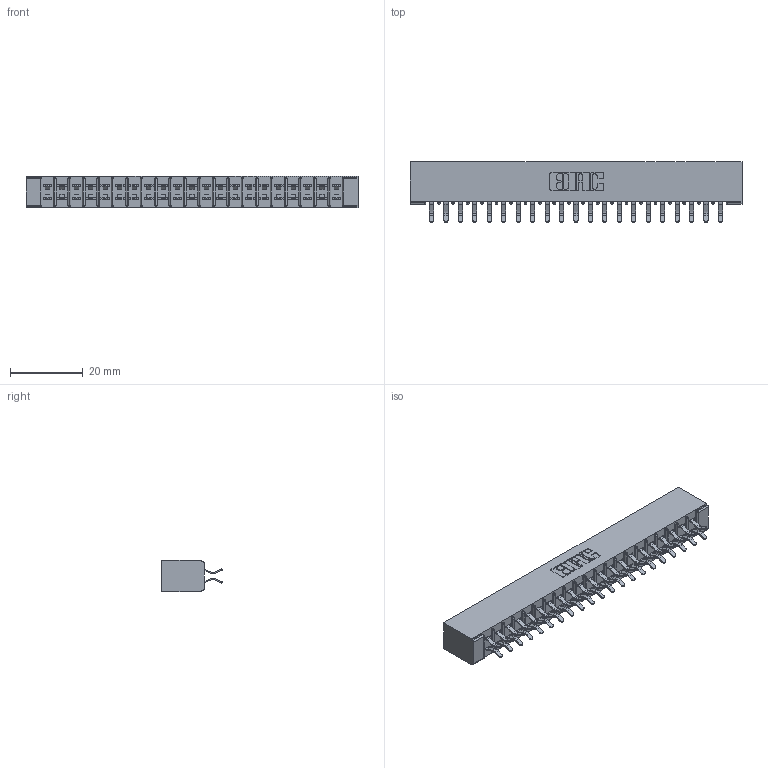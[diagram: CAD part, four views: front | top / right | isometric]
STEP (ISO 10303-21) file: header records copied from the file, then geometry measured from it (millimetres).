
FILE_DESCRIPTION (( 'STEP AP203' ), '1' );
FILE_NAME ('355-042-556-501.STEP', '2019-09-11T13:55:58', ( '' ), ( '' ), 'SwSTEP 2.0', 'SolidWorks 2016', '' );
FILE_SCHEMA (( 'CONFIG_CONTROL_DESIGN' ));
Length unit declared in the file: inch
Products named in the file (3): 305-290-001_556; 305 Part_No Mounting; 355-042-556-501
Assembly tree (43 placements, depth 2):
  355-042-556-501
    305 Part_No Mounting
    305-290-001_556  x42
Bounding box: 91.08 x 16.64 x 8.71 mm (x, y, z)
Volume: 5604.2 mm3; surface area: 11761.1 mm2
Topology: 43 solids, 43 shells, 2460 faces, 7075 edges, 4602 vertices
Faces by surface type: plane 1366, cylinder 1010, sphere 84
Entity records: 25238 total; most frequent: CARTESIAN_POINT 4177, ORIENTED_EDGE 4142, DIRECTION 4059, EDGE_CURVE 2071, VECTOR 1651, LINE 1651, VERTEX_POINT 1322, AXIS2_PLACEMENT_3D 1204
